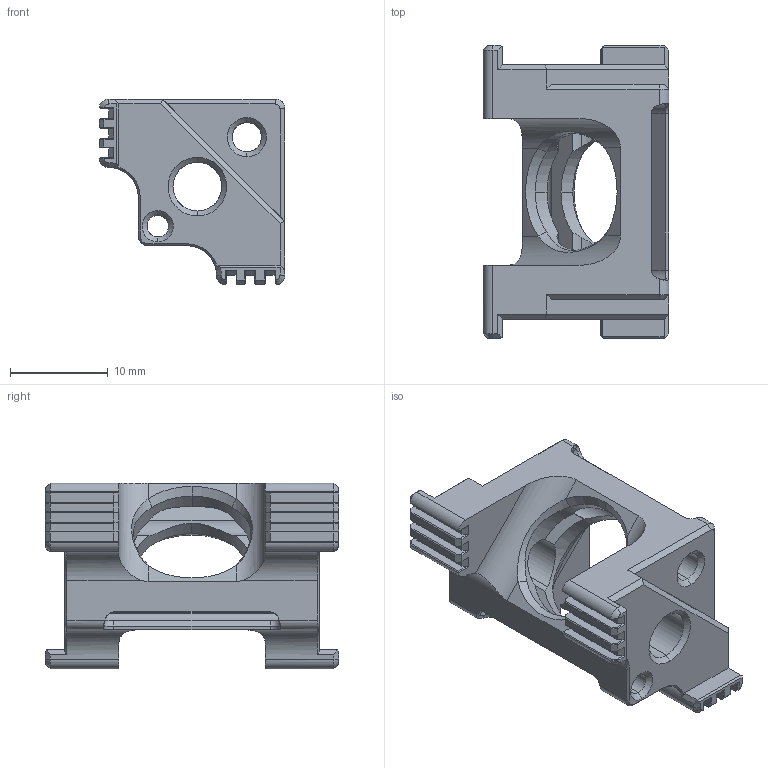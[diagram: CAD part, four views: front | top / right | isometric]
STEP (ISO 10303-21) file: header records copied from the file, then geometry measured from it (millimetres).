
FILE_DESCRIPTION (( 'STEP AP203' ), '1' );
FILE_NAME ('眐 0000 0005-2.STEP', '2020-03-29T15:47:02', ( '' ), ( '' ), 'SwSTEP 2.0', 'SolidWorks 2018', '' );
FILE_SCHEMA (( 'CONFIG_CONTROL_DESIGN' ));
Length unit declared in the file: millimetre
Products named in the file (1): 眐 0000 0005-2
Bounding box: 19 x 30 x 19 mm (x, y, z)
Volume: 3144.6 mm3; surface area: 2970.4 mm2
Topology: 1 solids, 1 shells, 356 faces, 993 edges, 628 vertices
Faces by surface type: plane 242, cylinder 48, cone 38, bspline 28
Entity records: 14540 total; most frequent: CARTESIAN_POINT 5749, ORIENTED_EDGE 1986, DIRECTION 1554, EDGE_CURVE 993, VECTOR 712, LINE 712, VERTEX_POINT 628, AXIS2_PLACEMENT_3D 421
